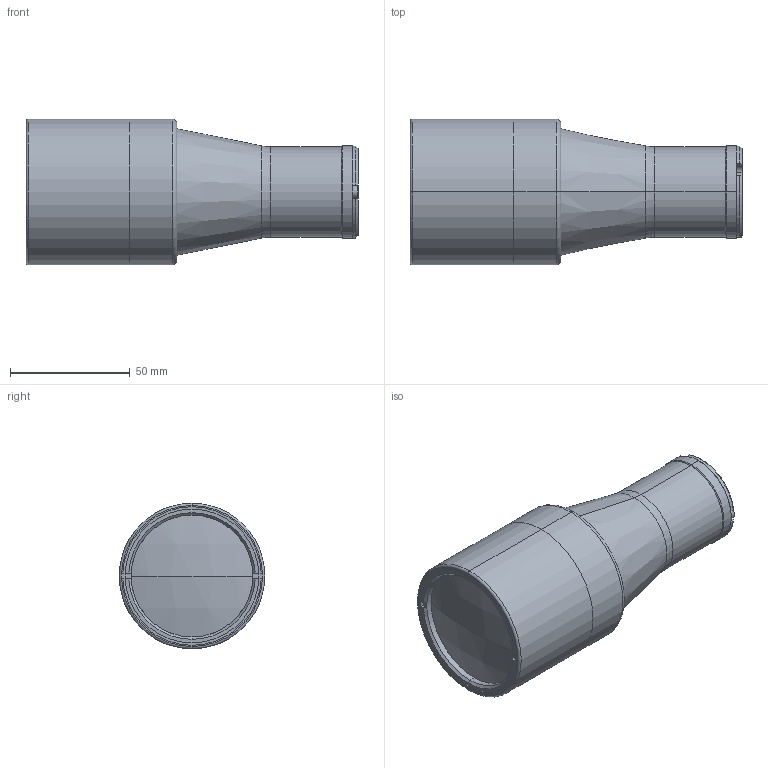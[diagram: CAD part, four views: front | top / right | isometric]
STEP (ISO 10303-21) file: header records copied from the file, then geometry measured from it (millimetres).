
FILE_DESCRIPTION (( 'STEP AP214' ), '1' );
FILE_NAME ('LTCL36.STEP', '2011-04-07T08:59:54', ( '--' ), ( '' ), 'SwSTEP 2.0', 'SolidWorks 2011', '' );
FILE_SCHEMA (( 'AUTOMOTIVE_DESIGN' ));
Length unit declared in the file: millimetre
Products named in the file (1): LTCL36
Bounding box: 138.91 x 61 x 61 mm (x, y, z)
Surface area: 35480.9 mm2 (no closed solid volume)
Topology: 0 solids, 10 shells, 109 faces, 333 edges, 237 vertices
Faces by surface type: cylinder 50, plane 38, cone 11, torus 8, sphere 2
Entity records: 5071 total; most frequent: DIRECTION 732, CARTESIAN_POINT 710, ORIENTED_EDGE 544, EDGE_CURVE 333, AXIS2_PLACEMENT_3D 299, VERTEX_POINT 237, CIRCLE 189, EDGE_LOOP 148
